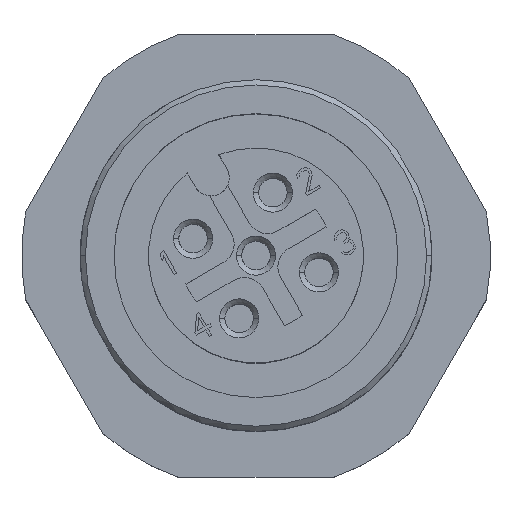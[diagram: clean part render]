
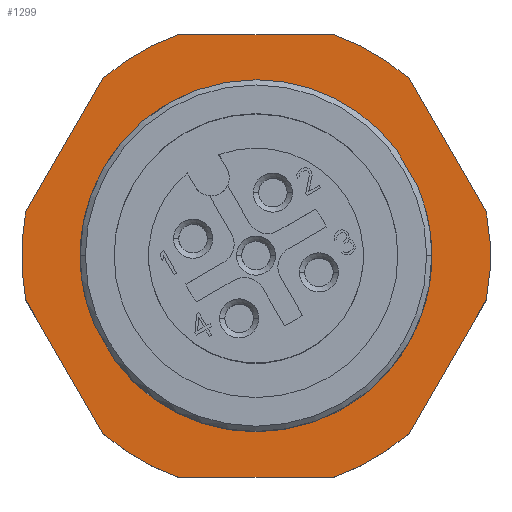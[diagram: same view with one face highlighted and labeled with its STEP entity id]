
A CAD part, top view. The second image highlights one B-rep face of the part: STEP entity #1299.
In plain terms, the highlighted planar face has unit normal (0, 0, 1).
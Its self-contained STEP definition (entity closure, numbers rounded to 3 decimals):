
#937=CARTESIAN_POINT('',(2.958,8.5,-8.));
#938=VERTEX_POINT('',#937);
#946=CARTESIAN_POINT('',(-2.958,8.5,-8.));
#947=VERTEX_POINT('',#946);
#954=CARTESIAN_POINT('',(12347.454,8.5,-8.));
#955=DIRECTION('',(-1.,-0.,0.));
#956=VECTOR('',#955,24690.);
#957=LINE('',#954,#956);
#958=EDGE_CURVE('',#938,#947,#957,.T.);
#969=CARTESIAN_POINT('',(5.882,6.812,-8.));
#970=VERTEX_POINT('',#969);
#971=CARTESIAN_POINT('',(0.,0.,-8.));
#972=DIRECTION('',(-0.,-0.,-1.));
#973=DIRECTION('',(0.,-1.,0.));
#974=AXIS2_PLACEMENT_3D('',#971,#972,#973);
#975=CIRCLE('',#974,9.);
#976=EDGE_CURVE('',#938,#970,#975,.T.);
#993=CARTESIAN_POINT('',(8.84,1.688,-8.));
#994=VERTEX_POINT('',#993);
#1003=CARTESIAN_POINT('',(6181.088,-10688.959,-8.));
#1004=DIRECTION('',(-0.5,0.866,-0.));
#1005=VECTOR('',#1004,24690.);
#1006=LINE('',#1003,#1005);
#1007=EDGE_CURVE('',#994,#970,#1006,.T.);
#1017=CARTESIAN_POINT('',(8.84,-1.688,-8.));
#1018=VERTEX_POINT('',#1017);
#1027=CARTESIAN_POINT('',(0.,0.,-8.));
#1028=DIRECTION('',(-0.,-0.,-1.));
#1029=DIRECTION('',(0.,-1.,0.));
#1030=AXIS2_PLACEMENT_3D('',#1027,#1028,#1029);
#1031=CIRCLE('',#1030,9.);
#1032=EDGE_CURVE('',#994,#1018,#1031,.T.);
#1042=CARTESIAN_POINT('',(5.882,-6.812,-8.));
#1043=VERTEX_POINT('',#1042);
#1052=CARTESIAN_POINT('',(6178.634,10684.709,-8.));
#1053=DIRECTION('',(-0.5,-0.866,0.));
#1054=VECTOR('',#1053,24690.);
#1055=LINE('',#1052,#1054);
#1056=EDGE_CURVE('',#1018,#1043,#1055,.T.);
#1066=CARTESIAN_POINT('',(2.958,-8.5,-8.));
#1067=VERTEX_POINT('',#1066);
#1076=CARTESIAN_POINT('',(0.,0.,-8.));
#1077=DIRECTION('',(-0.,-0.,-1.));
#1078=DIRECTION('',(0.,-1.,0.));
#1079=AXIS2_PLACEMENT_3D('',#1076,#1077,#1078);
#1080=CIRCLE('',#1079,9.);
#1081=EDGE_CURVE('',#1043,#1067,#1080,.T.);
#1091=CARTESIAN_POINT('',(-2.958,-8.5,-8.));
#1092=VERTEX_POINT('',#1091);
#1101=CARTESIAN_POINT('',(-12347.454,-8.5,-8.));
#1102=DIRECTION('',(1.,0.,-0.));
#1103=VECTOR('',#1102,24690.);
#1104=LINE('',#1101,#1103);
#1105=EDGE_CURVE('',#1092,#1067,#1104,.T.);
#1115=CARTESIAN_POINT('',(-5.882,-6.812,-8.));
#1116=VERTEX_POINT('',#1115);
#1125=CARTESIAN_POINT('',(0.,0.,-8.));
#1126=DIRECTION('',(0.,0.,1.));
#1127=DIRECTION('',(0.,-1.,0.));
#1128=AXIS2_PLACEMENT_3D('',#1125,#1126,#1127);
#1129=CIRCLE('',#1128,9.);
#1130=EDGE_CURVE('',#1116,#1092,#1129,.T.);
#1140=CARTESIAN_POINT('',(-8.84,-1.688,-8.));
#1141=VERTEX_POINT('',#1140);
#1150=CARTESIAN_POINT('',(-6181.088,10688.959,-8.));
#1151=DIRECTION('',(0.5,-0.866,-0.));
#1152=VECTOR('',#1151,24690.);
#1153=LINE('',#1150,#1152);
#1154=EDGE_CURVE('',#1141,#1116,#1153,.T.);
#1164=CARTESIAN_POINT('',(-8.84,1.688,-8.));
#1165=VERTEX_POINT('',#1164);
#1174=CARTESIAN_POINT('',(0.,0.,-8.));
#1175=DIRECTION('',(0.,0.,1.));
#1176=DIRECTION('',(0.,-1.,0.));
#1177=AXIS2_PLACEMENT_3D('',#1174,#1175,#1176);
#1178=CIRCLE('',#1177,9.);
#1179=EDGE_CURVE('',#1165,#1141,#1178,.T.);
#1189=CARTESIAN_POINT('',(-5.882,6.812,-8.));
#1190=VERTEX_POINT('',#1189);
#1199=CARTESIAN_POINT('',(-6178.634,-10684.709,-8.));
#1200=DIRECTION('',(0.5,0.866,-0.));
#1201=VECTOR('',#1200,24690.);
#1202=LINE('',#1199,#1201);
#1203=EDGE_CURVE('',#1165,#1190,#1202,.T.);
#1216=CARTESIAN_POINT('',(0.,0.,-8.));
#1217=DIRECTION('',(0.,0.,1.));
#1218=DIRECTION('',(0.,-1.,0.));
#1219=AXIS2_PLACEMENT_3D('',#1216,#1217,#1218);
#1220=CIRCLE('',#1219,9.);
#1221=EDGE_CURVE('',#947,#1190,#1220,.T.);
#1226=CARTESIAN_POINT('',(0.,0.,-8.));
#1227=DIRECTION('',(0.,0.,-1.));
#1228=DIRECTION('',(0.,-1.,0.));
#1229=AXIS2_PLACEMENT_3D('',#1226,#1227,#1228);
#1230=PLANE('',#1229);
#1231=ORIENTED_EDGE('',*,*,#958,.T.);
#1232=ORIENTED_EDGE('',*,*,#1221,.T.);
#1233=ORIENTED_EDGE('',*,*,#1203,.F.);
#1234=ORIENTED_EDGE('',*,*,#1179,.T.);
#1235=ORIENTED_EDGE('',*,*,#1154,.T.);
#1236=ORIENTED_EDGE('',*,*,#1130,.T.);
#1237=ORIENTED_EDGE('',*,*,#1105,.T.);
#1238=ORIENTED_EDGE('',*,*,#1081,.F.);
#1239=ORIENTED_EDGE('',*,*,#1056,.F.);
#1240=ORIENTED_EDGE('',*,*,#1032,.F.);
#1241=ORIENTED_EDGE('',*,*,#1007,.T.);
#1242=ORIENTED_EDGE('',*,*,#976,.F.);
#1243=EDGE_LOOP('',(#1231,#1232,#1233,#1234,#1235,#1236,#1237,#1238,#1239,#1240,#1241,#1242));
#1244=FACE_BOUND('',#1243,.T.);
#1245=CARTESIAN_POINT('',(-0.,6.75,-8.));
#1246=VERTEX_POINT('',#1245);
#1247=CARTESIAN_POINT('',(5.392,4.06,-8.));
#1248=VERTEX_POINT('',#1247);
#1249=CARTESIAN_POINT('',(0.,0.,-8.));
#1250=DIRECTION('',(-0.,-0.,-1.));
#1251=DIRECTION('',(0.,-1.,0.));
#1252=AXIS2_PLACEMENT_3D('',#1249,#1250,#1251);
#1253=CIRCLE('',#1252,6.75);
#1254=EDGE_CURVE('',#1246,#1248,#1253,.T.);
#1255=ORIENTED_EDGE('',*,*,#1254,.T.);
#1256=CARTESIAN_POINT('',(6.212,2.64,-8.));
#1257=VERTEX_POINT('',#1256);
#1258=CARTESIAN_POINT('',(-6166.903,10694.789,-8.));
#1259=DIRECTION('',(0.5,-0.866,-0.));
#1260=VECTOR('',#1259,24690.);
#1261=LINE('',#1258,#1260);
#1262=EDGE_CURVE('',#1248,#1257,#1261,.T.);
#1263=ORIENTED_EDGE('',*,*,#1262,.T.);
#1264=CARTESIAN_POINT('',(0.,-6.75,-8.));
#1265=VERTEX_POINT('',#1264);
#1266=CARTESIAN_POINT('',(0.,0.,-8.));
#1267=DIRECTION('',(-0.,-0.,-1.));
#1268=DIRECTION('',(0.,-1.,0.));
#1269=AXIS2_PLACEMENT_3D('',#1266,#1267,#1268);
#1270=CIRCLE('',#1269,6.75);
#1271=EDGE_CURVE('',#1257,#1265,#1270,.T.);
#1272=ORIENTED_EDGE('',*,*,#1271,.T.);
#1273=CARTESIAN_POINT('',(-5.392,-4.06,-8.));
#1274=VERTEX_POINT('',#1273);
#1275=CARTESIAN_POINT('',(0.,0.,-8.));
#1276=DIRECTION('',(-0.,-0.,-1.));
#1277=DIRECTION('',(0.,-1.,0.));
#1278=AXIS2_PLACEMENT_3D('',#1275,#1276,#1277);
#1279=CIRCLE('',#1278,6.75);
#1280=EDGE_CURVE('',#1265,#1274,#1279,.T.);
#1281=ORIENTED_EDGE('',*,*,#1280,.T.);
#1282=CARTESIAN_POINT('',(-6.212,-2.64,-8.));
#1283=VERTEX_POINT('',#1282);
#1284=CARTESIAN_POINT('',(6166.903,-10694.789,-8.));
#1285=DIRECTION('',(-0.5,0.866,-0.));
#1286=VECTOR('',#1285,24690.);
#1287=LINE('',#1284,#1286);
#1288=EDGE_CURVE('',#1274,#1283,#1287,.T.);
#1289=ORIENTED_EDGE('',*,*,#1288,.T.);
#1290=CARTESIAN_POINT('',(0.,0.,-8.));
#1291=DIRECTION('',(-0.,-0.,-1.));
#1292=DIRECTION('',(0.,-1.,0.));
#1293=AXIS2_PLACEMENT_3D('',#1290,#1291,#1292);
#1294=CIRCLE('',#1293,6.75);
#1295=EDGE_CURVE('',#1283,#1246,#1294,.T.);
#1296=ORIENTED_EDGE('',*,*,#1295,.T.);
#1297=EDGE_LOOP('',(#1255,#1263,#1272,#1281,#1289,#1296));
#1298=FACE_BOUND('',#1297,.T.);
#1299=ADVANCED_FACE('',(#1244,#1298),#1230,.F.);
